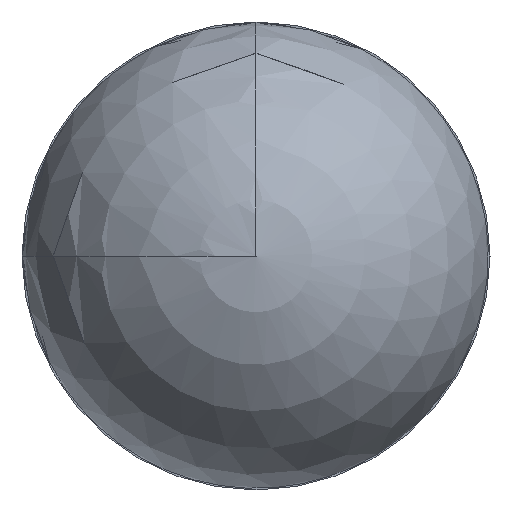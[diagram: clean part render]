
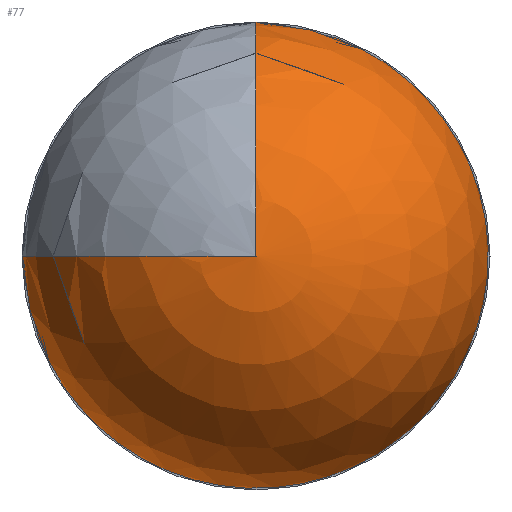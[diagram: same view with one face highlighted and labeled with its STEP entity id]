
A CAD part, left-side view. The second image highlights one B-rep face of the part: STEP entity #77.
In plain terms, the highlighted spherical face has radius 8 mm.
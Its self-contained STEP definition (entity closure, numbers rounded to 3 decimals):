
#77=ADVANCED_FACE('',(#92),#89,.T.);
#89=SPHERICAL_SURFACE('',#190,8.);
#92=FACE_OUTER_BOUND('',#98,.T.);
#98=EDGE_LOOP('',(#116,#117,#118,#119));
#116=ORIENTED_EDGE('',*,*,#157,.T.);
#117=ORIENTED_EDGE('',*,*,#158,.F.);
#118=ORIENTED_EDGE('',*,*,#159,.T.);
#119=ORIENTED_EDGE('',*,*,#160,.F.);
#146=VERTEX_POINT('',#267);
#147=VERTEX_POINT('',#268);
#148=VERTEX_POINT('',#270);
#149=VERTEX_POINT('',#272);
#157=EDGE_CURVE('',#146,#147,#172,.T.);
#158=EDGE_CURVE('',#148,#147,#173,.T.);
#159=EDGE_CURVE('',#148,#149,#174,.T.);
#160=EDGE_CURVE('',#146,#149,#175,.T.);
#172=CIRCLE('',#186,8.);
#173=CIRCLE('',#187,0.012);
#174=CIRCLE('',#188,8.);
#175=CIRCLE('',#189,0.012);
#186=AXIS2_PLACEMENT_3D('',#266,#213,#214);
#187=AXIS2_PLACEMENT_3D('',#269,#215,#216);
#188=AXIS2_PLACEMENT_3D('',#271,#217,#218);
#189=AXIS2_PLACEMENT_3D('',#273,#219,#220);
#190=AXIS2_PLACEMENT_3D('',#274,#221,#222);
#213=DIRECTION('',(0.,0.,-1.));
#214=DIRECTION('',(-1.,0.,0.));
#215=DIRECTION('',(1.,0.,0.));
#216=DIRECTION('',(0.,0.,1.));
#217=DIRECTION('',(0.,-1.,0.));
#218=DIRECTION('',(-1.,0.,0.));
#219=DIRECTION('',(-1.,0.,0.));
#220=DIRECTION('',(0.,0.,1.));
#221=DIRECTION('',(1.,0.,0.));
#222=DIRECTION('',(0.,0.,1.));
#266=CARTESIAN_POINT('',(8.,0.,0.));
#267=CARTESIAN_POINT('',(0.,0.012,0.));
#268=CARTESIAN_POINT('',(16.,0.012,0.));
#269=CARTESIAN_POINT('',(16.,0.,0.));
#270=CARTESIAN_POINT('',(16.,0.,0.012));
#271=CARTESIAN_POINT('',(8.,0.,0.));
#272=CARTESIAN_POINT('',(0.,0.,0.012));
#273=CARTESIAN_POINT('',(0.,0.,0.));
#274=CARTESIAN_POINT('',(8.,0.,0.));
